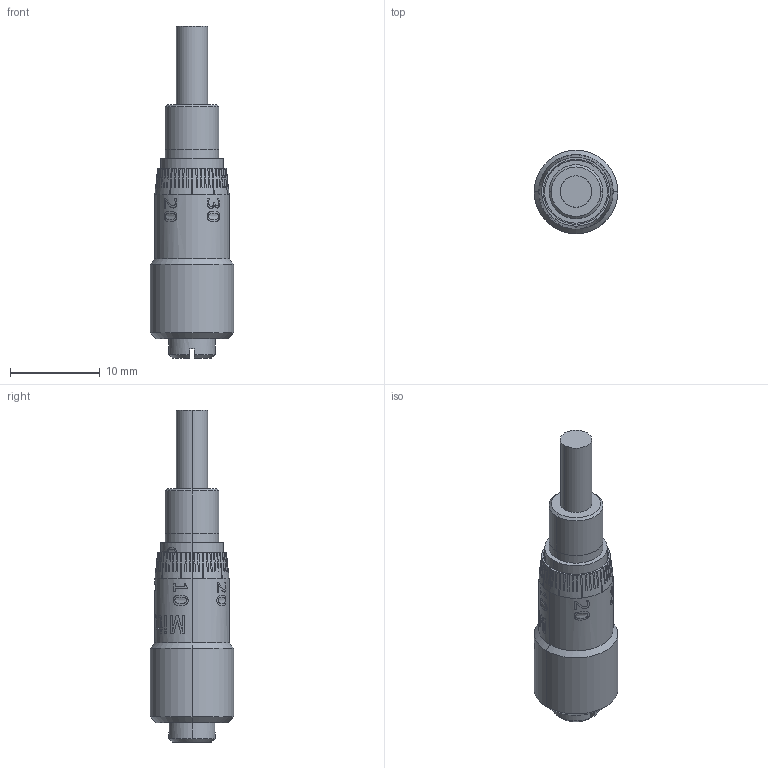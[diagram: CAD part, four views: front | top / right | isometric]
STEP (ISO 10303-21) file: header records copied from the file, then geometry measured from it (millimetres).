
FILE_DESCRIPTION (( 'STEP AP214' ), '1' );
FILE_NAME ('16383-E0W.STEP', '2013-09-10T18:14:52', ( 'Admin' ), ( '' ), 'SwSTEP 2.0', 'SolidWorks 2012', '' );
FILE_SCHEMA (( 'AUTOMOTIVE_DESIGN' ));
Length unit declared in the file: inch
Products named in the file (1): 16383-E0W
Bounding box: 9.3 x 9.3 x 36.91 mm (x, y, z)
Volume: 1664.2 mm3; surface area: 1723.8 mm2
Topology: 2 solids, 2 shells, 242 faces, 810 edges, 671 vertices
Faces by surface type: plane 68, cylinder 67, cone 67, bspline 40
Entity records: 17380 total; most frequent: CARTESIAN_POINT 7600, ORIENTED_EDGE 1620, DIRECTION 932, EDGE_CURVE 810, VERTEX_POINT 671, B_SPLINE_CURVE_WITH_KNOTS 451, AXIS2_PLACEMENT_3D 370, EDGE_LOOP 343
